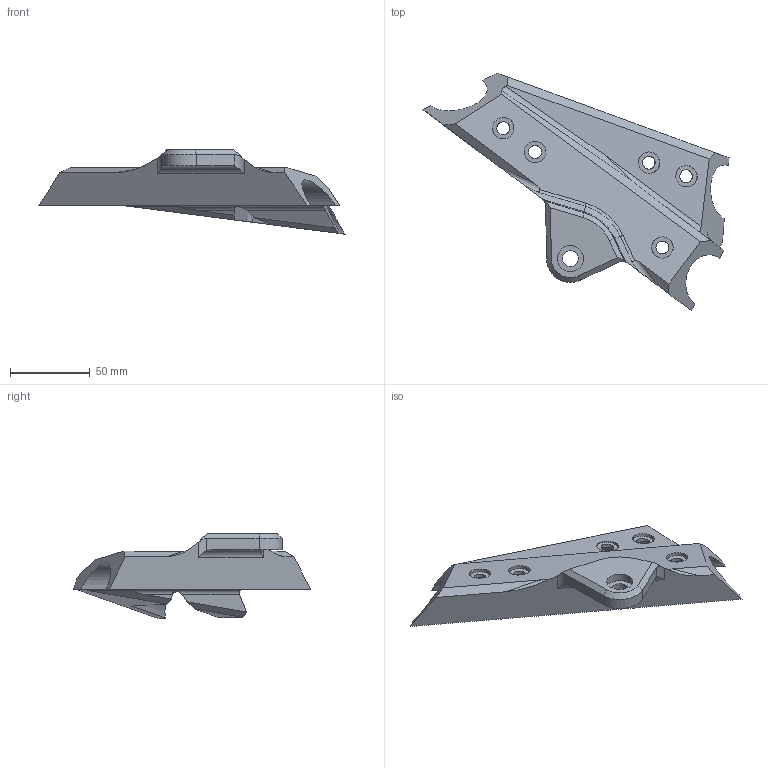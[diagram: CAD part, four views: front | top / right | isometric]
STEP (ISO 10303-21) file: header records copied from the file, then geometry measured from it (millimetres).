
FILE_DESCRIPTION (( 'STEP AP214' ), '1' );
FILE_NAME ('03 - rear brace right - front.STEP', '2016-11-26T22:24:57', ( '' ), ( '' ), 'SwSTEP 2.0', 'SolidWorks 2014', '' );
FILE_SCHEMA (( 'AUTOMOTIVE_DESIGN' ));
Length unit declared in the file: millimetre
Products named in the file (1): 03 - rear brace right - front
Bounding box: 192.3 x 149.12 x 53.05 mm (x, y, z)
Volume: 148454 mm3; surface area: 42542.7 mm2
Topology: 1 solids, 1 shells, 90 faces, 237 edges, 155 vertices
Faces by surface type: cylinder 42, plane 39, bspline 7, cone 2
Entity records: 4538 total; most frequent: CARTESIAN_POINT 1436, ORIENTED_EDGE 474, DIRECTION 370, EDGE_CURVE 237, VERTEX_POINT 155, VECTOR 130, LINE 130, AXIS2_PLACEMENT_3D 120
